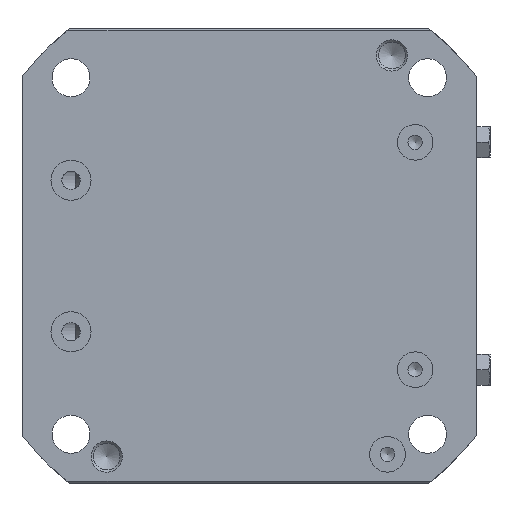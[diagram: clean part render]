
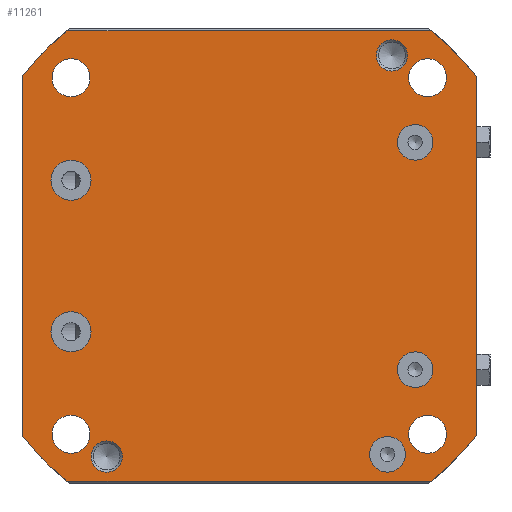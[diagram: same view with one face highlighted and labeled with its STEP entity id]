
A CAD part, front view. The second image highlights one B-rep face of the part: STEP entity #11261.
In plain terms, the highlighted planar face has unit normal (0, -1, 0).
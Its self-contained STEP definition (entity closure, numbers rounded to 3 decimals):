
#415=LINE('',#16886,#1634);
#460=LINE('',#16995,#1679);
#462=LINE('',#17001,#1681);
#463=LINE('',#17006,#1682);
#1634=VECTOR('',#13499,80.598);
#1679=VECTOR('',#13570,80.598);
#1681=VECTOR('',#13576,81.847);
#1682=VECTOR('',#13581,81.847);
#2933=PLANE('',#12147);
#3412=FACE_BOUND('',#4298,.T.);
#3413=FACE_BOUND('',#4299,.T.);
#3414=FACE_BOUND('',#4300,.T.);
#3415=FACE_BOUND('',#4301,.T.);
#3416=FACE_BOUND('',#4302,.T.);
#3417=FACE_BOUND('',#4303,.T.);
#3418=FACE_BOUND('',#4304,.T.);
#3419=FACE_BOUND('',#4305,.T.);
#3420=FACE_BOUND('',#4306,.T.);
#3421=FACE_BOUND('',#4307,.T.);
#3422=FACE_BOUND('',#4308,.T.);
#3611=FACE_OUTER_BOUND('',#4297,.T.);
#4297=EDGE_LOOP('',(#8373,#8374,#8375,#8376,#8377,#8378,#8379,#8380));
#4298=EDGE_LOOP('',(#8381));
#4299=EDGE_LOOP('',(#8382));
#4300=EDGE_LOOP('',(#8383));
#4301=EDGE_LOOP('',(#8384));
#4302=EDGE_LOOP('',(#8385));
#4303=EDGE_LOOP('',(#8386));
#4304=EDGE_LOOP('',(#8387));
#4305=EDGE_LOOP('',(#8388));
#4306=EDGE_LOOP('',(#8389));
#4307=EDGE_LOOP('',(#8390));
#4308=EDGE_LOOP('',(#8391));
#4854=CIRCLE('',#11923,4.5);
#4856=CIRCLE('',#11927,4.5);
#4858=CIRCLE('',#11931,4.);
#4860=CIRCLE('',#11935,4.);
#4862=CIRCLE('',#11939,4.);
#4927=CIRCLE('',#12110,3.5);
#4930=CIRCLE('',#12116,3.5);
#4932=CIRCLE('',#12121,4.25);
#4934=CIRCLE('',#12124,4.25);
#4936=CIRCLE('',#12127,4.25);
#4938=CIRCLE('',#12130,4.25);
#4952=CIRCLE('',#12148,65.);
#4953=CIRCLE('',#12149,65.);
#4954=CIRCLE('',#12150,65.);
#4955=CIRCLE('',#12151,65.);
#5098=VERTEX_POINT('',#16233);
#5100=VERTEX_POINT('',#16239);
#5102=VERTEX_POINT('',#16245);
#5104=VERTEX_POINT('',#16251);
#5106=VERTEX_POINT('',#16257);
#5262=VERTEX_POINT('',#16841);
#5265=VERTEX_POINT('',#16850);
#5267=VERTEX_POINT('',#16857);
#5269=VERTEX_POINT('',#16862);
#5271=VERTEX_POINT('',#16867);
#5273=VERTEX_POINT('',#16872);
#5278=VERTEX_POINT('',#16883);
#5279=VERTEX_POINT('',#16885);
#5329=VERTEX_POINT('',#16992);
#5330=VERTEX_POINT('',#16994);
#5331=VERTEX_POINT('',#16998);
#5332=VERTEX_POINT('',#17000);
#5333=VERTEX_POINT('',#17003);
#5334=VERTEX_POINT('',#17005);
#6201=EDGE_CURVE('',#5098,#5098,#4854,.T.);
#6203=EDGE_CURVE('',#5100,#5100,#4856,.T.);
#6205=EDGE_CURVE('',#5102,#5102,#4858,.T.);
#6207=EDGE_CURVE('',#5104,#5104,#4860,.T.);
#6209=EDGE_CURVE('',#5106,#5106,#4862,.T.);
#6440=EDGE_CURVE('',#5262,#5262,#4927,.T.);
#6443=EDGE_CURVE('',#5265,#5265,#4930,.T.);
#6445=EDGE_CURVE('',#5267,#5267,#4932,.T.);
#6447=EDGE_CURVE('',#5269,#5269,#4934,.T.);
#6449=EDGE_CURVE('',#5271,#5271,#4936,.T.);
#6451=EDGE_CURVE('',#5273,#5273,#4938,.T.);
#6456=EDGE_CURVE('',#5278,#5279,#415,.T.);
#6513=EDGE_CURVE('',#5330,#5329,#460,.T.);
#6515=EDGE_CURVE('',#5278,#5331,#4952,.T.);
#6516=EDGE_CURVE('',#5331,#5332,#462,.T.);
#6517=EDGE_CURVE('',#5332,#5330,#4953,.T.);
#6518=EDGE_CURVE('',#5329,#5333,#4954,.T.);
#6519=EDGE_CURVE('',#5334,#5333,#463,.T.);
#6520=EDGE_CURVE('',#5334,#5279,#4955,.T.);
#8373=ORIENTED_EDGE('',*,*,#6515,.T.);
#8374=ORIENTED_EDGE('',*,*,#6516,.T.);
#8375=ORIENTED_EDGE('',*,*,#6517,.T.);
#8376=ORIENTED_EDGE('',*,*,#6513,.T.);
#8377=ORIENTED_EDGE('',*,*,#6518,.T.);
#8378=ORIENTED_EDGE('',*,*,#6519,.F.);
#8379=ORIENTED_EDGE('',*,*,#6520,.T.);
#8380=ORIENTED_EDGE('',*,*,#6456,.F.);
#8381=ORIENTED_EDGE('',*,*,#6201,.T.);
#8382=ORIENTED_EDGE('',*,*,#6203,.T.);
#8383=ORIENTED_EDGE('',*,*,#6205,.T.);
#8384=ORIENTED_EDGE('',*,*,#6207,.T.);
#8385=ORIENTED_EDGE('',*,*,#6209,.T.);
#8386=ORIENTED_EDGE('',*,*,#6440,.F.);
#8387=ORIENTED_EDGE('',*,*,#6451,.T.);
#8388=ORIENTED_EDGE('',*,*,#6449,.T.);
#8389=ORIENTED_EDGE('',*,*,#6447,.T.);
#8390=ORIENTED_EDGE('',*,*,#6445,.T.);
#8391=ORIENTED_EDGE('',*,*,#6443,.F.);
#11261=ADVANCED_FACE('',(#3611,#3412,#3413,#3414,#3415,#3416,#3417,#3418,
#3419,#3420,#3421,#3422),#2933,.F.);
#11923=AXIS2_PLACEMENT_3D('',#16234,#12961,#12962);
#11927=AXIS2_PLACEMENT_3D('',#16240,#12969,#12970);
#11931=AXIS2_PLACEMENT_3D('',#16246,#12977,#12978);
#11935=AXIS2_PLACEMENT_3D('',#16252,#12985,#12986);
#11939=AXIS2_PLACEMENT_3D('',#16258,#12993,#12994);
#12110=AXIS2_PLACEMENT_3D('',#16842,#13448,#13449);
#12116=AXIS2_PLACEMENT_3D('',#16851,#13460,#13461);
#12121=AXIS2_PLACEMENT_3D('',#16858,#13470,#13471);
#12124=AXIS2_PLACEMENT_3D('',#16863,#13476,#13477);
#12127=AXIS2_PLACEMENT_3D('',#16868,#13482,#13483);
#12130=AXIS2_PLACEMENT_3D('',#16873,#13488,#13489);
#12147=AXIS2_PLACEMENT_3D('',#16997,#13572,#13573);
#12148=AXIS2_PLACEMENT_3D('',#16999,#13574,#13575);
#12149=AXIS2_PLACEMENT_3D('',#17002,#13577,#13578);
#12150=AXIS2_PLACEMENT_3D('',#17004,#13579,#13580);
#12151=AXIS2_PLACEMENT_3D('',#17007,#13582,#13583);
#12961=DIRECTION('center_axis',(0.,1.,0.));
#12962=DIRECTION('ref_axis',(-1.,0.,0.));
#12969=DIRECTION('center_axis',(0.,1.,0.));
#12970=DIRECTION('ref_axis',(-1.,0.,0.));
#12977=DIRECTION('center_axis',(0.,1.,0.));
#12978=DIRECTION('ref_axis',(-1.,0.,0.));
#12985=DIRECTION('center_axis',(0.,1.,0.));
#12986=DIRECTION('ref_axis',(-1.,0.,0.));
#12993=DIRECTION('center_axis',(0.,1.,0.));
#12994=DIRECTION('ref_axis',(-1.,0.,0.));
#13448=DIRECTION('center_axis',(0.,-1.,0.));
#13449=DIRECTION('ref_axis',(0.,0.,-1.));
#13460=DIRECTION('center_axis',(0.,-1.,0.));
#13461=DIRECTION('ref_axis',(0.,0.,-1.));
#13470=DIRECTION('center_axis',(0.,1.,0.));
#13471=DIRECTION('ref_axis',(0.,0.,1.));
#13476=DIRECTION('center_axis',(0.,1.,0.));
#13477=DIRECTION('ref_axis',(0.,0.,1.));
#13482=DIRECTION('center_axis',(0.,1.,0.));
#13483=DIRECTION('ref_axis',(0.,0.,1.));
#13488=DIRECTION('center_axis',(0.,1.,0.));
#13489=DIRECTION('ref_axis',(0.,0.,1.));
#13499=DIRECTION('',(0.,0.,-1.));
#13570=DIRECTION('',(0.,0.,-1.));
#13572=DIRECTION('center_axis',(0.,1.,0.));
#13573=DIRECTION('ref_axis',(0.,0.,1.));
#13574=DIRECTION('center_axis',(0.,-1.,0.));
#13575=DIRECTION('ref_axis',(0.,0.,-1.));
#13576=DIRECTION('',(-1.,0.,0.));
#13577=DIRECTION('center_axis',(0.,-1.,0.));
#13578=DIRECTION('ref_axis',(0.,0.,-1.));
#13579=DIRECTION('center_axis',(0.,-1.,0.));
#13580=DIRECTION('ref_axis',(0.,0.,-1.));
#13581=DIRECTION('',(-1.,0.,0.));
#13582=DIRECTION('center_axis',(0.,-1.,0.));
#13583=DIRECTION('ref_axis',(0.,0.,-1.));
#16233=CARTESIAN_POINT('',(-35.5,0.,-17.));
#16234=CARTESIAN_POINT('Origin',(-40.,0.,-17.));
#16239=CARTESIAN_POINT('',(-35.5,0.,17.));
#16240=CARTESIAN_POINT('Origin',(-40.,0.,17.));
#16245=CARTESIAN_POINT('',(41.2,0.,25.5));
#16246=CARTESIAN_POINT('Origin',(37.2,0.,25.5));
#16251=CARTESIAN_POINT('',(41.2,0.,-25.5));
#16252=CARTESIAN_POINT('Origin',(37.2,0.,-25.5));
#16257=CARTESIAN_POINT('',(35.,0.,-44.5));
#16258=CARTESIAN_POINT('Origin',(31.,0.,-44.5));
#16841=CARTESIAN_POINT('',(32.,0.,41.5));
#16842=CARTESIAN_POINT('Origin',(32.,0.,45.));
#16850=CARTESIAN_POINT('',(-32.,0.,-48.5));
#16851=CARTESIAN_POINT('Origin',(-32.,0.,-45.));
#16857=CARTESIAN_POINT('',(-40.,0.,44.25));
#16858=CARTESIAN_POINT('Origin',(-40.,0.,40.));
#16862=CARTESIAN_POINT('',(40.,0.,44.25));
#16863=CARTESIAN_POINT('Origin',(40.,0.,40.));
#16867=CARTESIAN_POINT('',(40.,0.,-35.75));
#16868=CARTESIAN_POINT('Origin',(40.,0.,-40.));
#16872=CARTESIAN_POINT('',(-40.,0.,-35.75));
#16873=CARTESIAN_POINT('Origin',(-40.,0.,-40.));
#16883=CARTESIAN_POINT('',(51.,0.,40.299));
#16885=CARTESIAN_POINT('',(51.,0.,-40.299));
#16886=CARTESIAN_POINT('',(51.,0.,40.299));
#16992=CARTESIAN_POINT('',(-51.,0.,-40.299));
#16994=CARTESIAN_POINT('',(-51.,0.,40.299));
#16995=CARTESIAN_POINT('',(-51.,0.,40.299));
#16997=CARTESIAN_POINT('Origin',(51.,0.,50.5));
#16998=CARTESIAN_POINT('',(40.924,0.,50.5));
#16999=CARTESIAN_POINT('Origin',(0.,0.,0.));
#17000=CARTESIAN_POINT('',(-40.924,0.,50.5));
#17001=CARTESIAN_POINT('',(40.924,0.,50.5));
#17002=CARTESIAN_POINT('Origin',(0.,0.,0.));
#17003=CARTESIAN_POINT('',(-40.924,0.,-50.5));
#17004=CARTESIAN_POINT('Origin',(0.,0.,0.));
#17005=CARTESIAN_POINT('',(40.924,0.,-50.5));
#17006=CARTESIAN_POINT('',(40.924,0.,-50.5));
#17007=CARTESIAN_POINT('Origin',(0.,0.,0.));
